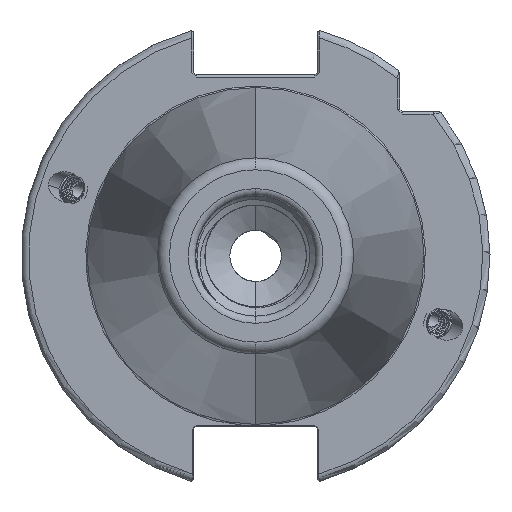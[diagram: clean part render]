
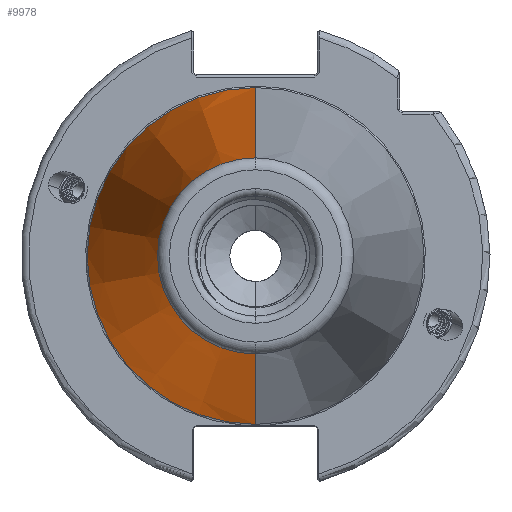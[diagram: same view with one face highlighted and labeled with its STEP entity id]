
A CAD part, left-side view. The second image highlights one B-rep face of the part: STEP entity #9978.
In plain terms, the highlighted conical face has half-angle 8.297 degrees and reference radius 35.392 mm.
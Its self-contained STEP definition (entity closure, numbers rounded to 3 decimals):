
#1728 = CIRCLE ( 'NONE', #18171, 35.027 ) ;
#1734 = CIRCLE ( 'NONE', #18261, 20.399 ) ;
#1739 = VECTOR ( 'NONE', #30785, 1000. ) ;
#1754 = LINE ( 'NONE', #30816, #1788 ) ;
#1786 = CIRCLE ( 'NONE', #18281, 35.027 ) ;
#1787 = LINE ( 'NONE', #30812, #1739 ) ;
#1788 = VECTOR ( 'NONE', #30792, 1000. ) ;
#6907 = ORIENTED_EDGE ( 'NONE', *, *, #32551, .T. ) ;
#6908 = ORIENTED_EDGE ( 'NONE', *, *, #32497, .F. ) ;
#9978 = ADVANCED_FACE ( 'NONE', ( #17161 ), #17134, .T. ) ;
#17134 = CONICAL_SURFACE ( 'NONE', #24807, 35.392, 0.145 ) ;
#17161 = FACE_OUTER_BOUND ( 'NONE', #30337, .T. ) ;
#18171 = AXIS2_PLACEMENT_3D ( 'NONE', #30646, #30667, #30671 ) ;
#18261 = AXIS2_PLACEMENT_3D ( 'NONE', #30884, #30875, #30896 ) ;
#18281 = AXIS2_PLACEMENT_3D ( 'NONE', #30873, #30871, #30882 ) ;
#18802 = VERTEX_POINT ( 'NONE', #22245 ) ;
#18811 = VERTEX_POINT ( 'NONE', #22267 ) ;
#18824 = VERTEX_POINT ( 'NONE', #22283 ) ;
#18854 = VERTEX_POINT ( 'NONE', #22299 ) ;
#18868 = VERTEX_POINT ( 'NONE', #22348 ) ;
#22245 = CARTESIAN_POINT ( 'NONE',  ( -102.811, 0., -20.399 ) ) ;
#22267 = CARTESIAN_POINT ( 'NONE',  ( -2.5, 0., -35.027 ) ) ;
#22283 = CARTESIAN_POINT ( 'NONE',  ( -2.5, 35.027, 0. ) ) ;
#22299 = CARTESIAN_POINT ( 'NONE',  ( -102.811, 0., 20.399 ) ) ;
#22348 = CARTESIAN_POINT ( 'NONE',  ( -2.5, 0., 35.027 ) ) ;
#24807 = AXIS2_PLACEMENT_3D ( 'NONE', #26345, #26371, #26422 ) ;
#26345 = CARTESIAN_POINT ( 'NONE',  ( 0., 0., 0. ) ) ;
#26371 = DIRECTION ( 'NONE',  ( 1., 0., 0. ) ) ;
#26422 = DIRECTION ( 'NONE',  ( 0., 0., -1. ) ) ;
#30337 = EDGE_LOOP ( 'NONE', ( #6907, #31843, #6908, #31820, #31841 ) ) ;
#30646 = CARTESIAN_POINT ( 'NONE',  ( -2.5, 0., 0. ) ) ;
#30667 = DIRECTION ( 'NONE',  ( 1., 0., 0. ) ) ;
#30671 = DIRECTION ( 'NONE',  ( 0., 1., 0. ) ) ;
#30785 = DIRECTION ( 'NONE',  ( 0.99, 0., 0.144 ) ) ;
#30792 = DIRECTION ( 'NONE',  ( 0.99, 0., -0.144 ) ) ;
#30812 = CARTESIAN_POINT ( 'NONE',  ( 0., 0., 35.392 ) ) ;
#30816 = CARTESIAN_POINT ( 'NONE',  ( 0., 0., -35.392 ) ) ;
#30871 = DIRECTION ( 'NONE',  ( 1., 0., 0. ) ) ;
#30873 = CARTESIAN_POINT ( 'NONE',  ( -2.5, 0., 0. ) ) ;
#30875 = DIRECTION ( 'NONE',  ( 1., 0., 0. ) ) ;
#30882 = DIRECTION ( 'NONE',  ( 0., 1., 0. ) ) ;
#30884 = CARTESIAN_POINT ( 'NONE',  ( -102.811, 0., 0. ) ) ;
#30896 = DIRECTION ( 'NONE',  ( 0., 0., 1. ) ) ;
#31820 = ORIENTED_EDGE ( 'NONE', *, *, #32550, .F. ) ;
#31841 = ORIENTED_EDGE ( 'NONE', *, *, #32528, .F. ) ;
#31843 = ORIENTED_EDGE ( 'NONE', *, *, #32534, .T. ) ;
#32497 = EDGE_CURVE ( 'NONE', #18824, #18868, #1728, .T. ) ;
#32528 = EDGE_CURVE ( 'NONE', #18802, #18811, #1754, .T. ) ;
#32534 = EDGE_CURVE ( 'NONE', #18854, #18868, #1787, .T. ) ;
#32550 = EDGE_CURVE ( 'NONE', #18811, #18824, #1786, .T. ) ;
#32551 = EDGE_CURVE ( 'NONE', #18802, #18854, #1734, .T. ) ;
